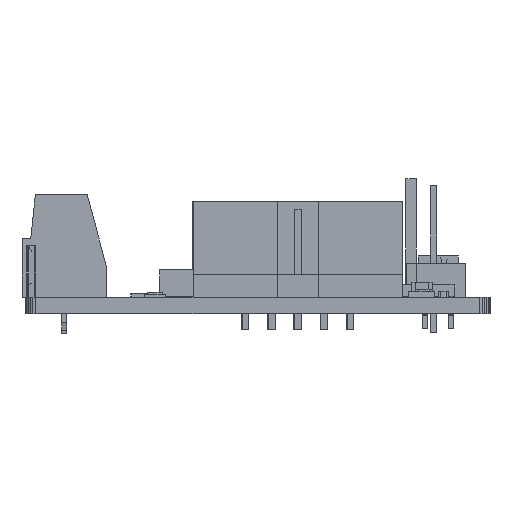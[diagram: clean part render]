
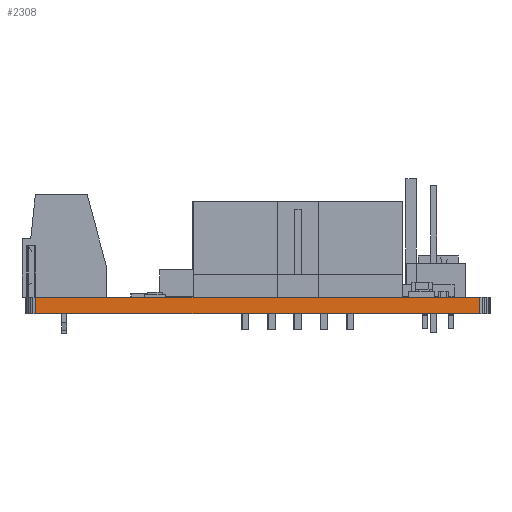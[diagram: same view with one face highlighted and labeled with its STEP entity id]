
A CAD part, left-side view. The second image highlights one B-rep face of the part: STEP entity #2308.
In plain terms, the highlighted planar face has unit normal (-1, 0, 0).
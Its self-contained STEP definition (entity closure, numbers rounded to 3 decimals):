
#315 = PLANE('',#316);
#316 = AXIS2_PLACEMENT_3D('',#317,#318,#319);
#317 = CARTESIAN_POINT('',(0.,1.,0.));
#318 = DIRECTION('',(0.995,0.098,0.));
#319 = DIRECTION('',(0.098,-0.995,0.));
#343 = PLANE('',#344);
#344 = AXIS2_PLACEMENT_3D('',#345,#346,#347);
#345 = CARTESIAN_POINT('',(0.026,0.739,1.591));
#346 = DIRECTION('',(0.,0.,-1.));
#347 = DIRECTION('',(-1.,0.,0.));
#397 = PLANE('',#398);
#398 = AXIS2_PLACEMENT_3D('',#399,#400,#401);
#399 = CARTESIAN_POINT('',(0.026,0.739,0.));
#400 = DIRECTION('',(0.,0.,-1.));
#401 = DIRECTION('',(-1.,0.,0.));
#2200 = PLANE('',#2201);
#2201 = AXIS2_PLACEMENT_3D('',#2202,#2203,#2204);
#2202 = CARTESIAN_POINT('',(0.026,44.261,0.));
#2203 = DIRECTION('',(0.991,-0.131,0.));
#2204 = DIRECTION('',(-0.131,-0.991,0.));
#2238 = VERTEX_POINT('',#2239);
#2239 = CARTESIAN_POINT('',(-0.009,44.,1.591)
  );
#2260 = EDGE_CURVE('',#2261,#2238,#2263,.T.);
#2261 = VERTEX_POINT('',#2262);
#2262 = CARTESIAN_POINT('',(-0.009,44.,0.));
#2263 = SURFACE_CURVE('',#2264,(#2268,#2275),.PCURVE_S1.);
#2264 = LINE('',#2265,#2266);
#2265 = CARTESIAN_POINT('',(-0.009,44.,0.));
#2266 = VECTOR('',#2267,1.);
#2267 = DIRECTION('',(0.,0.,1.));
#2268 = PCURVE('',#2200,#2269);
#2269 = DEFINITIONAL_REPRESENTATION('',(#2270),#2274);
#2270 = LINE('',#2271,#2272);
#2271 = CARTESIAN_POINT('',(0.263,0.));
#2272 = VECTOR('',#2273,1.);
#2273 = DIRECTION('',(0.,-1.));
#2274 = ( GEOMETRIC_REPRESENTATION_CONTEXT(2) 
PARAMETRIC_REPRESENTATION_CONTEXT() REPRESENTATION_CONTEXT('2D SPACE',''
  ) );
#2275 = PCURVE('',#2276,#2281);
#2276 = PLANE('',#2277);
#2277 = AXIS2_PLACEMENT_3D('',#2278,#2279,#2280);
#2278 = CARTESIAN_POINT('',(-0.009,44.,0.));
#2279 = DIRECTION('',(1.,0.,0.));
#2280 = DIRECTION('',(0.,-1.,0.));
#2281 = DEFINITIONAL_REPRESENTATION('',(#2282),#2286);
#2282 = LINE('',#2283,#2284);
#2283 = CARTESIAN_POINT('',(0.,0.));
#2284 = VECTOR('',#2285,1.);
#2285 = DIRECTION('',(0.,-1.));
#2286 = ( GEOMETRIC_REPRESENTATION_CONTEXT(2) 
PARAMETRIC_REPRESENTATION_CONTEXT() REPRESENTATION_CONTEXT('2D SPACE',''
  ) );
#2308 = ADVANCED_FACE('',(#2309),#2276,.F.);
#2309 = FACE_BOUND('',#2310,.F.);
#2310 = EDGE_LOOP('',(#2311,#2312,#2335,#2358));
#2311 = ORIENTED_EDGE('',*,*,#2260,.T.);
#2312 = ORIENTED_EDGE('',*,*,#2313,.T.);
#2313 = EDGE_CURVE('',#2238,#2314,#2316,.T.);
#2314 = VERTEX_POINT('',#2315);
#2315 = CARTESIAN_POINT('',(0.,1.,1.591));
#2316 = SURFACE_CURVE('',#2317,(#2321,#2328),.PCURVE_S1.);
#2317 = LINE('',#2318,#2319);
#2318 = CARTESIAN_POINT('',(-0.009,44.,1.591)
  );
#2319 = VECTOR('',#2320,1.);
#2320 = DIRECTION('',(0.,-1.,0.));
#2321 = PCURVE('',#2276,#2322);
#2322 = DEFINITIONAL_REPRESENTATION('',(#2323),#2327);
#2323 = LINE('',#2324,#2325);
#2324 = CARTESIAN_POINT('',(0.,-1.591));
#2325 = VECTOR('',#2326,1.);
#2326 = DIRECTION('',(1.,0.));
#2327 = ( GEOMETRIC_REPRESENTATION_CONTEXT(2) 
PARAMETRIC_REPRESENTATION_CONTEXT() REPRESENTATION_CONTEXT('2D SPACE',''
  ) );
#2328 = PCURVE('',#343,#2329);
#2329 = DEFINITIONAL_REPRESENTATION('',(#2330),#2334);
#2330 = LINE('',#2331,#2332);
#2331 = CARTESIAN_POINT('',(0.034,43.261));
#2332 = VECTOR('',#2333,1.);
#2333 = DIRECTION('',(0.,-1.));
#2334 = ( GEOMETRIC_REPRESENTATION_CONTEXT(2) 
PARAMETRIC_REPRESENTATION_CONTEXT() REPRESENTATION_CONTEXT('2D SPACE',''
  ) );
#2335 = ORIENTED_EDGE('',*,*,#2336,.F.);
#2336 = EDGE_CURVE('',#2337,#2314,#2339,.T.);
#2337 = VERTEX_POINT('',#2338);
#2338 = CARTESIAN_POINT('',(0.,1.,0.));
#2339 = SURFACE_CURVE('',#2340,(#2344,#2351),.PCURVE_S1.);
#2340 = LINE('',#2341,#2342);
#2341 = CARTESIAN_POINT('',(0.,1.,0.));
#2342 = VECTOR('',#2343,1.);
#2343 = DIRECTION('',(0.,0.,1.));
#2344 = PCURVE('',#2276,#2345);
#2345 = DEFINITIONAL_REPRESENTATION('',(#2346),#2350);
#2346 = LINE('',#2347,#2348);
#2347 = CARTESIAN_POINT('',(43.,0.));
#2348 = VECTOR('',#2349,1.);
#2349 = DIRECTION('',(0.,-1.));
#2350 = ( GEOMETRIC_REPRESENTATION_CONTEXT(2) 
PARAMETRIC_REPRESENTATION_CONTEXT() REPRESENTATION_CONTEXT('2D SPACE',''
  ) );
#2351 = PCURVE('',#315,#2352);
#2352 = DEFINITIONAL_REPRESENTATION('',(#2353),#2357);
#2353 = LINE('',#2354,#2355);
#2354 = CARTESIAN_POINT('',(0.,0.));
#2355 = VECTOR('',#2356,1.);
#2356 = DIRECTION('',(0.,-1.));
#2357 = ( GEOMETRIC_REPRESENTATION_CONTEXT(2) 
PARAMETRIC_REPRESENTATION_CONTEXT() REPRESENTATION_CONTEXT('2D SPACE',''
  ) );
#2358 = ORIENTED_EDGE('',*,*,#2359,.F.);
#2359 = EDGE_CURVE('',#2261,#2337,#2360,.T.);
#2360 = SURFACE_CURVE('',#2361,(#2365,#2372),.PCURVE_S1.);
#2361 = LINE('',#2362,#2363);
#2362 = CARTESIAN_POINT('',(-0.009,44.,0.));
#2363 = VECTOR('',#2364,1.);
#2364 = DIRECTION('',(0.,-1.,0.));
#2365 = PCURVE('',#2276,#2366);
#2366 = DEFINITIONAL_REPRESENTATION('',(#2367),#2371);
#2367 = LINE('',#2368,#2369);
#2368 = CARTESIAN_POINT('',(0.,0.));
#2369 = VECTOR('',#2370,1.);
#2370 = DIRECTION('',(1.,0.));
#2371 = ( GEOMETRIC_REPRESENTATION_CONTEXT(2) 
PARAMETRIC_REPRESENTATION_CONTEXT() REPRESENTATION_CONTEXT('2D SPACE',''
  ) );
#2372 = PCURVE('',#397,#2373);
#2373 = DEFINITIONAL_REPRESENTATION('',(#2374),#2378);
#2374 = LINE('',#2375,#2376);
#2375 = CARTESIAN_POINT('',(0.034,43.261));
#2376 = VECTOR('',#2377,1.);
#2377 = DIRECTION('',(0.,-1.));
#2378 = ( GEOMETRIC_REPRESENTATION_CONTEXT(2) 
PARAMETRIC_REPRESENTATION_CONTEXT() REPRESENTATION_CONTEXT('2D SPACE',''
  ) );
